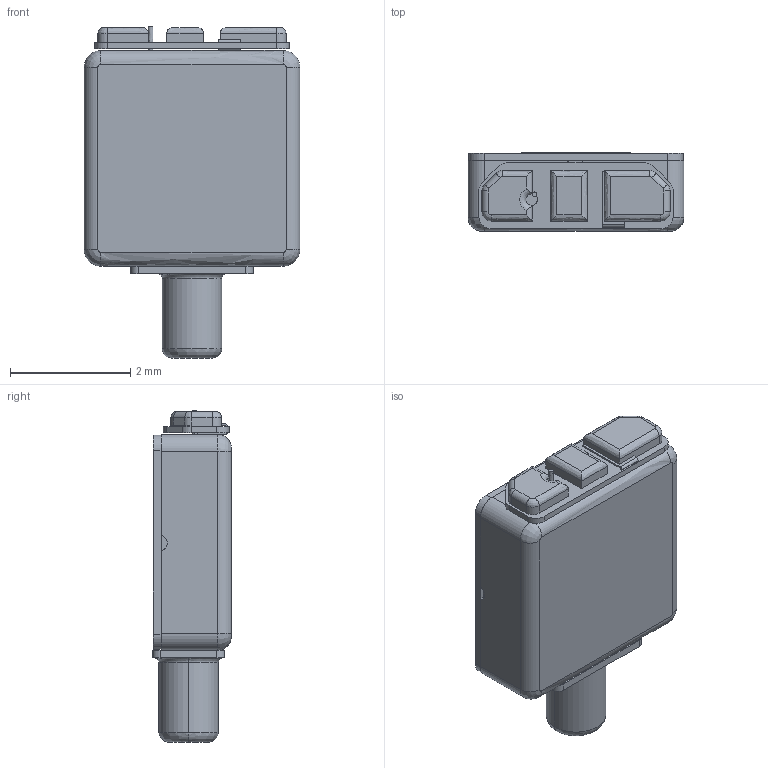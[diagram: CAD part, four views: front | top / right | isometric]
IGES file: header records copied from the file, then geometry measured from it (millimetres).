
Start section:  PTC IGES file: to-24611-000.igs
Global section: file name: to-24611-000.igs; native system: Pro/ENGINEER by Parametric Technology Corporation; preprocessor: 2011220; author: kaliu; organization: Unknown; date: 20120326.140219; units: inch
Bounding box: 3.58 x 1.31 x 5.51 mm (x, y, z)
Volume: 6.9 mm3; surface area: 97.2 mm2
Topology: 1 solids, 1 shells, 215 faces, 535 edges, 326 vertices
Faces by surface type: bspline 110, revolution 105
